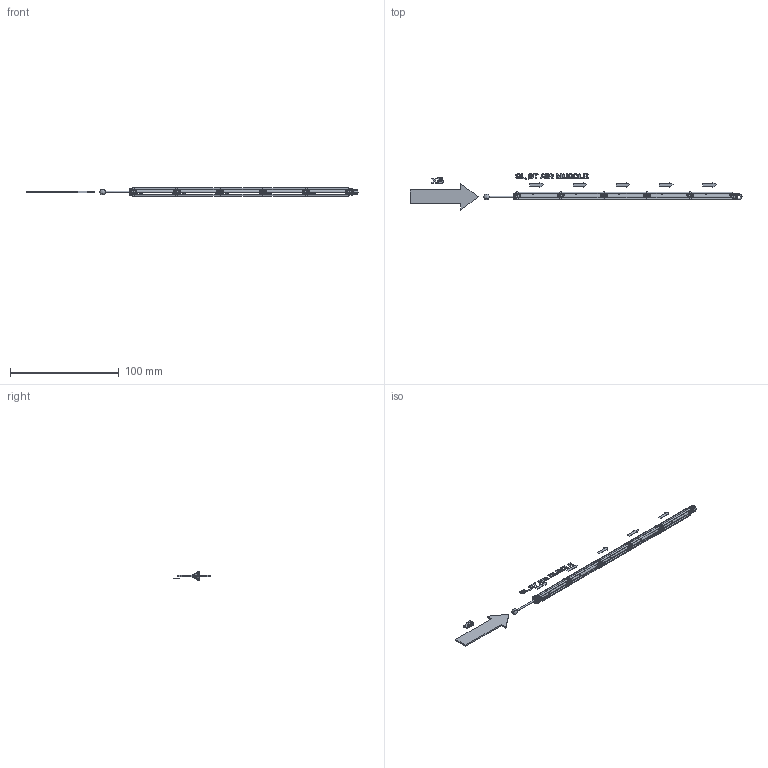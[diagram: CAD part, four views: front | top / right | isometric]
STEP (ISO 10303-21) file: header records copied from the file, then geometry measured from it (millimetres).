
FILE_DESCRIPTION(('FreeCAD Model'),'2;1');
FILE_NAME('Open CASCADE Shape Model','2025-04-29T16:51:53',('FreeCAD'),( 'FreeCAD'),'Open CASCADE STEP processor 7.6','FreeCAD','Unknown');
FILE_SCHEMA(('AUTOMOTIVE_DESIGN { 1 0 10303 214 1 1 1 1 }'));
Products named in the file (1): Open CASCADE STEP translator 7.6 1
Bounding box: 305.34 x 33.33 x 8.24 mm (x, y, z)
Volume: 4004.9 mm3; surface area: 17240.6 mm2
Topology: 100 solids, 100 shells, 1789 faces, 4793 edges, 2953 vertices
Faces by surface type: bspline 1789
Entity records: 79650 total; most frequent: CARTESIAN_POINT 53852, ORIENTED_EDGE 9402, EDGE_CURVE 4701, VERTEX_POINT 2953, B_SPLINE_CURVE_WITH_KNOTS 2482, FACE_BOUND 1888, EDGE_LOOP 1888, ADVANCED_FACE 1789
